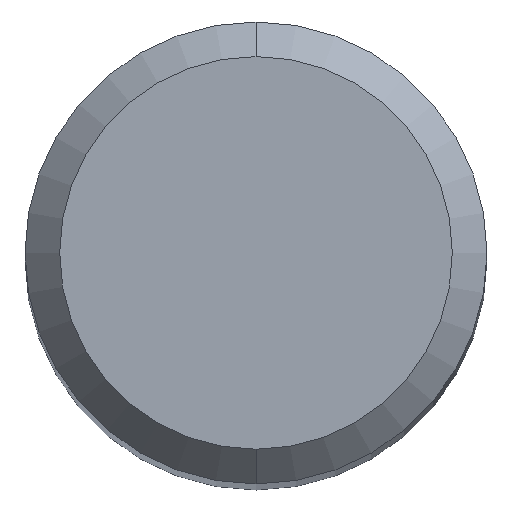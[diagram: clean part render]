
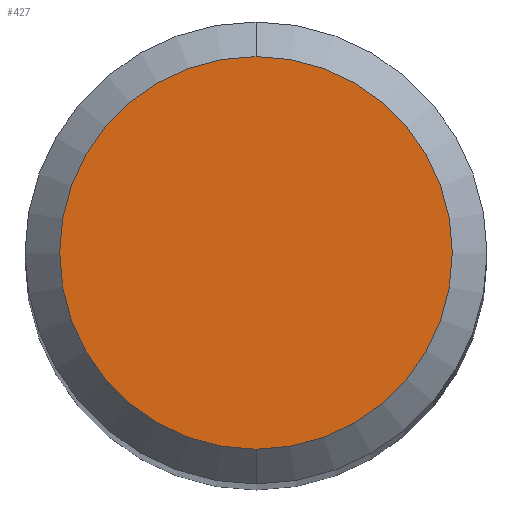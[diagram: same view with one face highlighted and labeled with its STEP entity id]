
A CAD part, top view. The second image highlights one B-rep face of the part: STEP entity #427.
In plain terms, the highlighted planar face has unit normal (0, 0, 1).
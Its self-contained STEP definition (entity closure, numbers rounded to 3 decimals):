
#171=EDGE_CURVE('',#269,#319,#463,.T.);
#269=VERTEX_POINT('',#574);
#319=VERTEX_POINT('',#630);
#321=EDGE_CURVE('',#319,#269,#632,.T.);
#427=ADVANCED_FACE('',(#743),#744,.T.);
#463=CIRCLE('',#775,1.7);
#574=CARTESIAN_POINT('',(0.,-1.7,29.307));
#630=CARTESIAN_POINT('',(0.0,1.7,29.307));
#632=CIRCLE('',#1015,1.7);
#743=FACE_OUTER_BOUND('',#1379,.T.);
#744=PLANE('',#1380);
#775=AXIS2_PLACEMENT_3D('',#1433,#1434,#1435);
#1015=AXIS2_PLACEMENT_3D('',#1650,#1651,#1652);
#1379=EDGE_LOOP('',(#1730,#1731));
#1380=AXIS2_PLACEMENT_3D('',#1732,#1733,#1734);
#1433=CARTESIAN_POINT('',(0.0,0.0,29.307));
#1434=DIRECTION('',(0.0,0.0,-1.0));
#1435=DIRECTION('',(0.0,1.0,0.0));
#1650=CARTESIAN_POINT('',(0.0,0.0,29.307));
#1651=DIRECTION('',(0.0,0.0,-1.0));
#1652=DIRECTION('',(0.0,1.0,0.0));
#1730=ORIENTED_EDGE('',*,*,#321,.F.);
#1731=ORIENTED_EDGE('',*,*,#171,.F.);
#1732=CARTESIAN_POINT('',(0.0,0.85,29.307));
#1733=DIRECTION('',(-0.0,0.0,1.0));
#1734=DIRECTION('',(0.0,-1.0,0.0));
